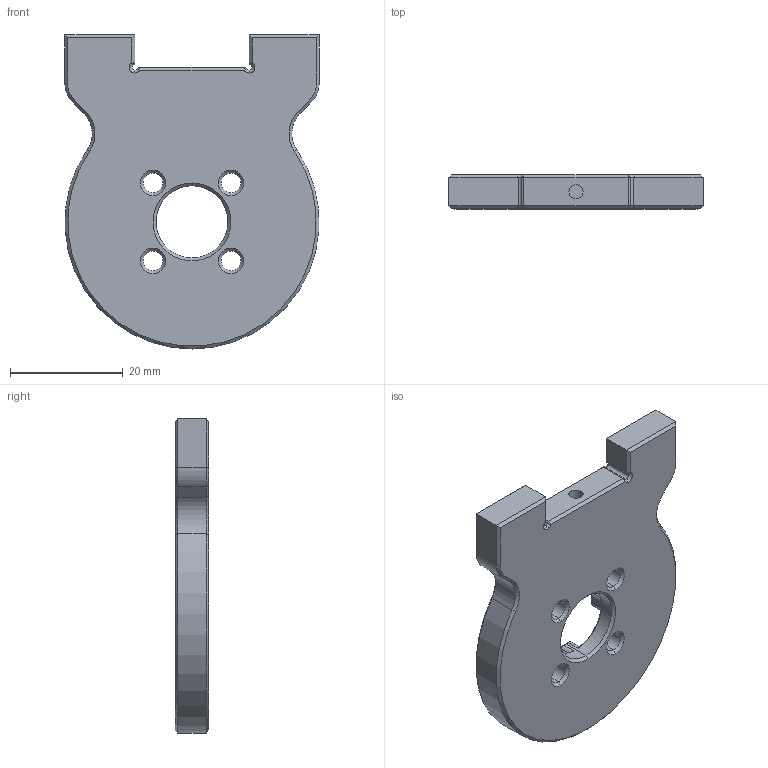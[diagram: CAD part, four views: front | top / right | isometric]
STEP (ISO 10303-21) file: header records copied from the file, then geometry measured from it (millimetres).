
FILE_DESCRIPTION (( 'STEP AP214' ), '1' );
FILE_NAME ('Side plate with servo horn - Metal version.STEP', '2021-04-08T08:18:55', ( '' ), ( '' ), 'SwSTEP 2.0', 'SolidWorks 2018', '' );
FILE_SCHEMA (( 'AUTOMOTIVE_DESIGN' ));
Length unit declared in the file: millimetre
Products named in the file (1): Side plate with servo horn - Metal version
Bounding box: 45.1 x 6 x 55.7 mm (x, y, z)
Volume: 10898.7 mm3; surface area: 5433.5 mm2
Topology: 1 solids, 1 shells, 158 faces, 377 edges, 214 vertices
Faces by surface type: cone 68, plane 50, cylinder 40
Entity records: 4519 total; most frequent: CARTESIAN_POINT 818, DIRECTION 809, ORIENTED_EDGE 738, EDGE_CURVE 369, AXIS2_PLACEMENT_3D 299, VERTEX_POINT 214, VECTOR 211, LINE 211
